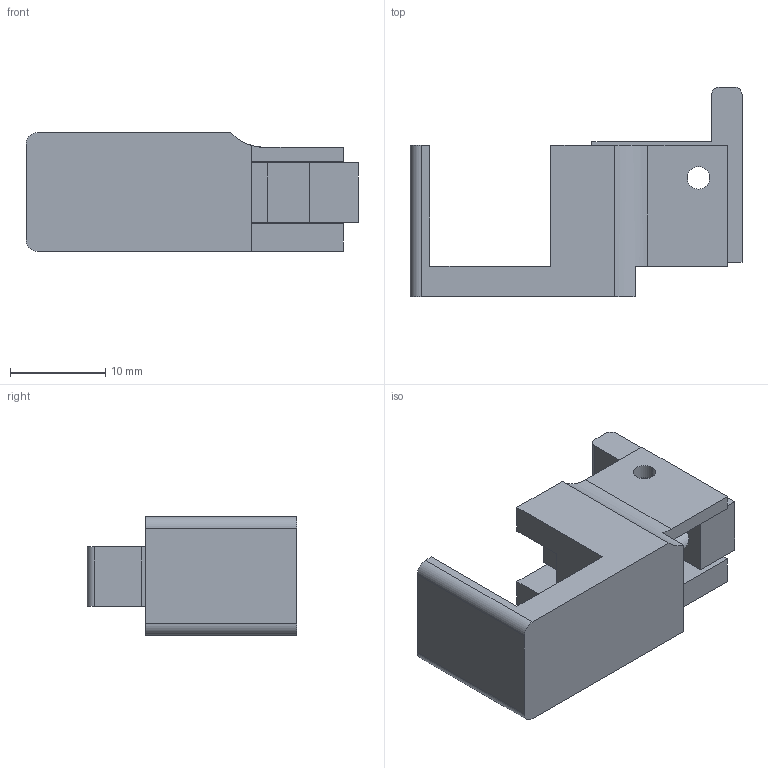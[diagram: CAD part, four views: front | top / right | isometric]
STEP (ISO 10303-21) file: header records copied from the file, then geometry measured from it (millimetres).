
FILE_DESCRIPTION(/* description */ (''),/* implementation_level */ '2;1');
FILE_NAME(/* name */ 'Alex''s Files/DEFCAD/Third Party Drawings/Untitled2.step',/* time_stamp */ '2018-11-19T18:28:48-05:00',/* author */ (''),/* organization */ (''),/* preprocessor_version */ 'ST-DEVELOPER v17.2',/* originating_system */ 'Autodesk Translation Framework v7.6.0.251',/* authorisation */ '');
FILE_SCHEMA (('AUTOMOTIVE_DESIGN { 1 0 10303 214 3 1 1 }'));
Length unit declared in the file: inch
Products named in the file (4): (Unsaved); block; DIAS HOUSING; DIAS SEAR
Assembly tree (3 placements, depth 3):
  (Unsaved)
    block
      DIAS HOUSING
      DIAS SEAR
Bounding box: 34.85 x 22 x 12.45 mm (x, y, z)
Surface area: 3118.1 mm2 (no closed solid volume)
Topology: 0 solids, 48 shells, 48 faces, 242 edges, 242 vertices
Faces by surface type: plane 33, cylinder 15
Entity records: 2648 total; most frequent: CARTESIAN_POINT 539, DIRECTION 404, VERTEX_POINT 242, EDGE_CURVE 242, ORIENTED_EDGE 242, LINE 190, VECTOR 190, AXIS2_PLACEMENT_3D 107
